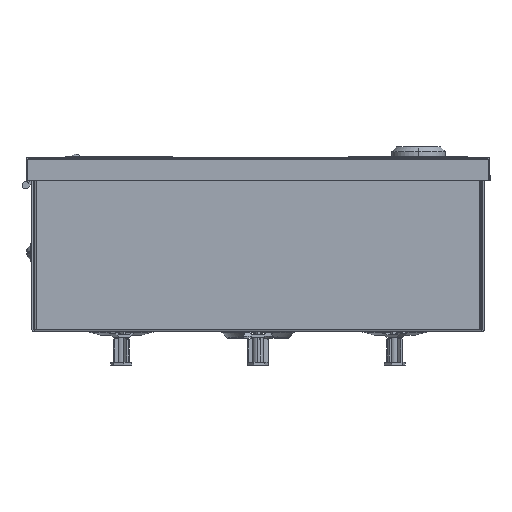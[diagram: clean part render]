
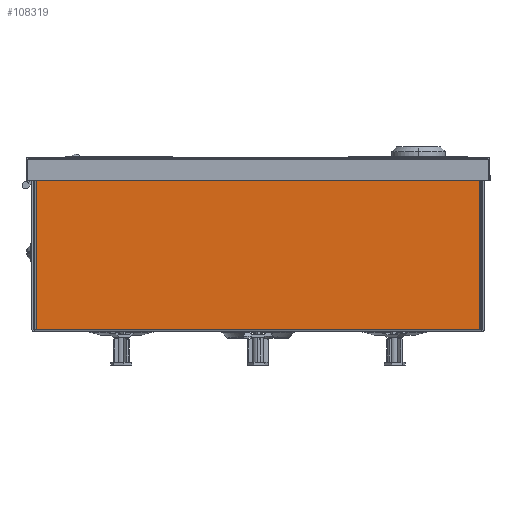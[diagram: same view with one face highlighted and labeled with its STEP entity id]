
A CAD part, front view. The second image highlights one B-rep face of the part: STEP entity #108319.
In plain terms, the highlighted planar face has unit normal (0, -1, 0).
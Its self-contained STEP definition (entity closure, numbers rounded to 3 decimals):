
#10 = VECTOR ( 'NONE', #131329, 1000. ) ;
#3511 = VECTOR ( 'NONE', #65733, 1000. ) ;
#5535 = CARTESIAN_POINT ( 'NONE',  ( 93.2, -129.5, 0.1 ) ) ;
#9976 = VERTEX_POINT ( 'NONE', #38987 ) ;
#10089 = EDGE_LOOP ( 'NONE', ( #24573, #106983, #32519, #74338 ) ) ;
#10857 = DIRECTION ( 'NONE',  ( 0., 0., 1. ) ) ;
#11034 = CARTESIAN_POINT ( 'NONE',  ( 93.2, -129.5, 0.1 ) ) ;
#16135 = VECTOR ( 'NONE', #86639, 1000. ) ;
#21454 = DIRECTION ( 'NONE',  ( 0., 1., 0. ) ) ;
#23317 = LINE ( 'NONE', #87653, #3511 ) ;
#24573 = ORIENTED_EDGE ( 'NONE', *, *, #79690, .T. ) ;
#24603 = DIRECTION ( 'NONE',  ( -1., 0., 0. ) ) ;
#32519 = ORIENTED_EDGE ( 'NONE', *, *, #89586, .T. ) ;
#33005 = AXIS2_PLACEMENT_3D ( 'NONE', #53964, #21454, #10857 ) ;
#37337 = VERTEX_POINT ( 'NONE', #5535 ) ;
#38004 = VERTEX_POINT ( 'NONE', #78068 ) ;
#38987 = CARTESIAN_POINT ( 'NONE',  ( -93.2, -129.5, 70.8 ) ) ;
#53964 = CARTESIAN_POINT ( 'NONE',  ( 0., -129.5, 0. ) ) ;
#65733 = DIRECTION ( 'NONE',  ( 0., 0., -1. ) ) ;
#66898 = CARTESIAN_POINT ( 'NONE',  ( -93.2, -129.5, 0.1 ) ) ;
#68397 = CARTESIAN_POINT ( 'NONE',  ( -94.1, -129.5, 0.1 ) ) ;
#70478 = EDGE_CURVE ( 'NONE', #37337, #128118, #110854, .T. ) ;
#74338 = ORIENTED_EDGE ( 'NONE', *, *, #70478, .F. ) ;
#78068 = CARTESIAN_POINT ( 'NONE',  ( 93.2, -129.5, 70.8 ) ) ;
#79391 = LINE ( 'NONE', #11034, #16135 ) ;
#79690 = EDGE_CURVE ( 'NONE', #37337, #38004, #79391, .T. ) ;
#86639 = DIRECTION ( 'NONE',  ( 0., 0., 1. ) ) ;
#87653 = CARTESIAN_POINT ( 'NONE',  ( -93.2, -129.5, 70.8 ) ) ;
#89586 = EDGE_CURVE ( 'NONE', #9976, #128118, #23317, .T. ) ;
#106983 = ORIENTED_EDGE ( 'NONE', *, *, #113287, .T. ) ;
#108319 = ADVANCED_FACE ( 'NONE', ( #109793 ), #119733, .F. ) ;
#109793 = FACE_OUTER_BOUND ( 'NONE', #10089, .T. ) ;
#110854 = LINE ( 'NONE', #68397, #134592 ) ;
#113287 = EDGE_CURVE ( 'NONE', #38004, #9976, #134659, .T. ) ;
#119733 = PLANE ( 'NONE',  #33005 ) ;
#128118 = VERTEX_POINT ( 'NONE', #66898 ) ;
#131329 = DIRECTION ( 'NONE',  ( -1., 0., 0. ) ) ;
#132026 = CARTESIAN_POINT ( 'NONE',  ( 0., -129.5, 70.8 ) ) ;
#134592 = VECTOR ( 'NONE', #24603, 1000. ) ;
#134659 = LINE ( 'NONE', #132026, #10 ) ;
